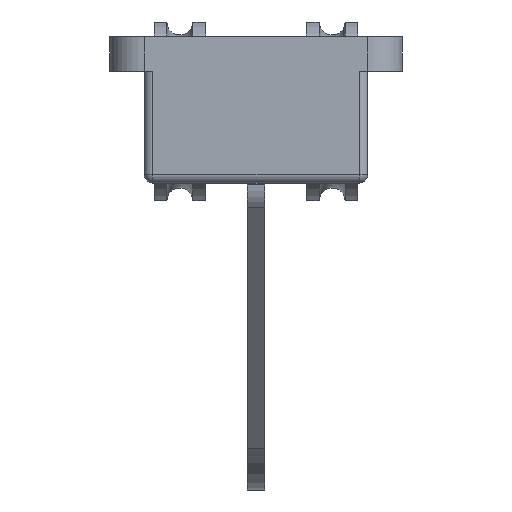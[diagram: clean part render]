
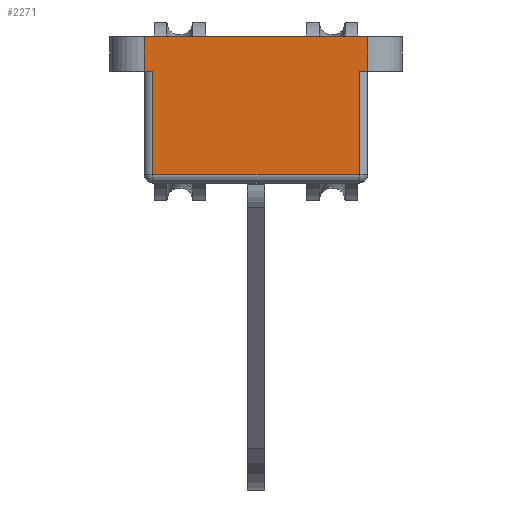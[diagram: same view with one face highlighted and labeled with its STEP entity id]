
A CAD part, left-side view. The second image highlights one B-rep face of the part: STEP entity #2271.
In plain terms, the highlighted planar face has unit normal (-1, 0, 0).
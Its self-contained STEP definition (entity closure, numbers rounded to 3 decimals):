
#160=PLANE('',#2669);
#306=LINE('',#3948,#485);
#318=LINE('',#3992,#497);
#320=LINE('',#4005,#499);
#329=LINE('',#4025,#508);
#331=LINE('',#4034,#510);
#332=LINE('',#4035,#511);
#333=LINE('',#4037,#512);
#334=LINE('',#4038,#513);
#485=VECTOR('',#3273,1.);
#497=VECTOR('',#3317,1.);
#499=VECTOR('',#3341,1.);
#508=VECTOR('',#3358,1.);
#510=VECTOR('',#3366,1.);
#511=VECTOR('',#3367,1.);
#512=VECTOR('',#3368,1.);
#513=VECTOR('',#3369,1.);
#706=FACE_OUTER_BOUND('',#864,.T.);
#864=EDGE_LOOP('',(#2047,#2048,#2049,#2050,#2051,#2052,#2053,#2054));
#1159=VERTEX_POINT('',#3945);
#1160=VERTEX_POINT('',#3947);
#1175=VERTEX_POINT('',#3988);
#1176=VERTEX_POINT('',#3990);
#1183=VERTEX_POINT('',#4024);
#1186=VERTEX_POINT('',#4032);
#1187=VERTEX_POINT('',#4033);
#1188=VERTEX_POINT('',#4036);
#1438=EDGE_CURVE('',#1160,#1159,#306,.T.);
#1459=EDGE_CURVE('',#1176,#1175,#318,.T.);
#1467=EDGE_CURVE('',#1160,#1176,#320,.T.);
#1476=EDGE_CURVE('',#1183,#1175,#329,.T.);
#1480=EDGE_CURVE('',#1186,#1187,#331,.T.);
#1481=EDGE_CURVE('',#1187,#1183,#332,.T.);
#1482=EDGE_CURVE('',#1159,#1188,#333,.T.);
#1483=EDGE_CURVE('',#1186,#1188,#334,.T.);
#2047=ORIENTED_EDGE('',*,*,#1480,.T.);
#2048=ORIENTED_EDGE('',*,*,#1481,.T.);
#2049=ORIENTED_EDGE('',*,*,#1476,.T.);
#2050=ORIENTED_EDGE('',*,*,#1459,.F.);
#2051=ORIENTED_EDGE('',*,*,#1467,.F.);
#2052=ORIENTED_EDGE('',*,*,#1438,.T.);
#2053=ORIENTED_EDGE('',*,*,#1482,.T.);
#2054=ORIENTED_EDGE('',*,*,#1483,.F.);
#2271=ADVANCED_FACE('',(#706),#160,.T.);
#2669=AXIS2_PLACEMENT_3D('',#4031,#3364,#3365);
#3273=DIRECTION('',(0.,0.,1.));
#3317=DIRECTION('',(0.,0.,1.));
#3341=DIRECTION('',(0.,1.,0.));
#3358=DIRECTION('',(0.,-1.,0.));
#3364=DIRECTION('center_axis',(-1.,0.,0.));
#3365=DIRECTION('ref_axis',(0.,1.,0.));
#3366=DIRECTION('',(0.,1.,0.));
#3367=DIRECTION('',(0.,0.,-1.));
#3368=DIRECTION('',(0.,-1.,0.));
#3369=DIRECTION('',(0.,0.,-1.));
#3945=CARTESIAN_POINT('',(-139.,-12.,5.));
#3947=CARTESIAN_POINT('',(-139.,-12.,-7.));
#3948=CARTESIAN_POINT('',(-139.,-12.,1.));
#3988=CARTESIAN_POINT('',(-139.,12.,5.));
#3990=CARTESIAN_POINT('',(-139.,12.,-7.));
#3992=CARTESIAN_POINT('',(-139.,12.,1.));
#4005=CARTESIAN_POINT('',(-139.,-12.,-7.));
#4024=CARTESIAN_POINT('',(-139.,13.,5.));
#4025=CARTESIAN_POINT('',(-139.,-13.,5.));
#4031=CARTESIAN_POINT('Origin',(-139.,13.,9.));
#4032=CARTESIAN_POINT('',(-139.,-13.,9.));
#4033=CARTESIAN_POINT('',(-139.,13.,9.));
#4034=CARTESIAN_POINT('',(-139.,-13.,9.));
#4035=CARTESIAN_POINT('',(-139.,13.,9.));
#4036=CARTESIAN_POINT('',(-139.,-13.,5.));
#4037=CARTESIAN_POINT('',(-139.,-13.,5.));
#4038=CARTESIAN_POINT('',(-139.,-13.,9.));
